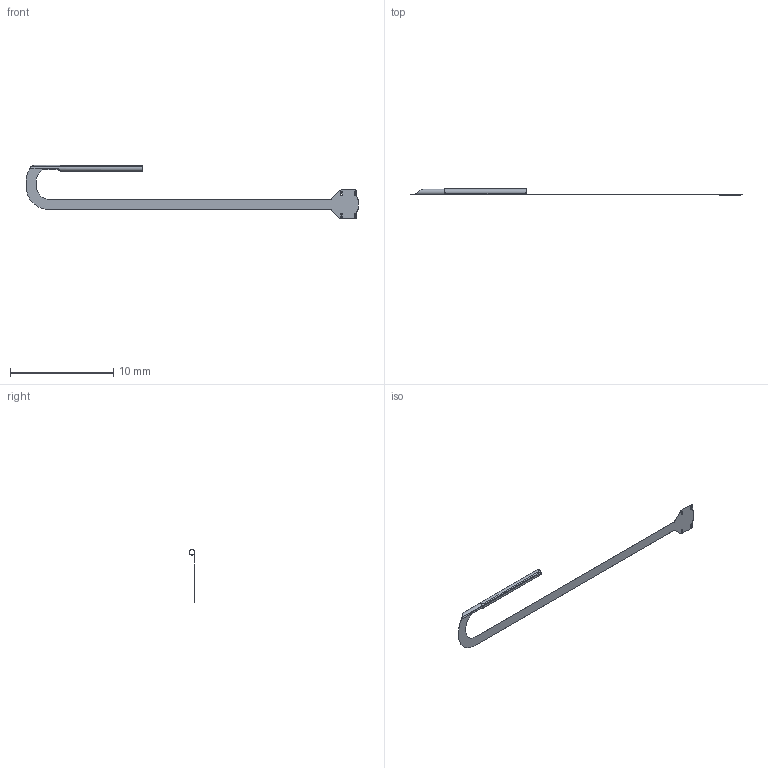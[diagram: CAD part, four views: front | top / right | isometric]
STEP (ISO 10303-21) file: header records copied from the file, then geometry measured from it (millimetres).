
FILE_DESCRIPTION (( 'STEP AP214' ), '1' );
FILE_NAME ('E3- Small.STEP', '2023-07-24T23:35:39', ( '' ), ( '' ), 'SwSTEP 2.0', 'SolidWorks 2019', '' );
FILE_SCHEMA (( 'AUTOMOTIVE_DESIGN' ));
Length unit declared in the file: millimetre
Products named in the file (1): E3- Small
Bounding box: 32.11 x 0.57 x 5.2 mm (x, y, z)
Volume: 0.7 mm3; surface area: 145.7 mm2
Topology: 1 solids, 1 shells, 70 faces, 192 edges, 124 vertices
Faces by surface type: cylinder 42, plane 20, bspline 8
Entity records: 2841 total; most frequent: CARTESIAN_POINT 990, ORIENTED_EDGE 384, DIRECTION 375, EDGE_CURVE 192, AXIS2_PLACEMENT_3D 141, VERTEX_POINT 124, VECTOR 93, LINE 93
